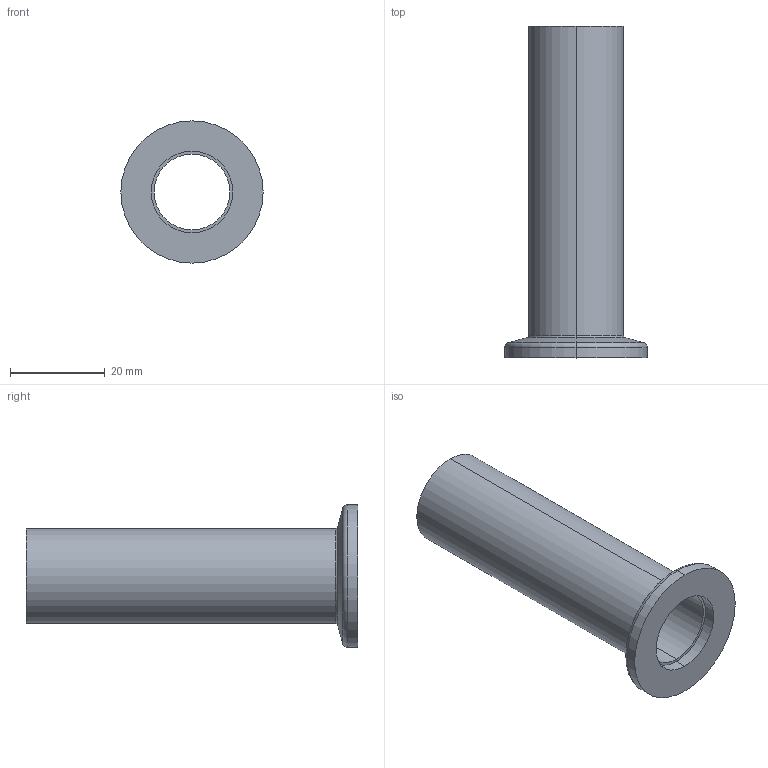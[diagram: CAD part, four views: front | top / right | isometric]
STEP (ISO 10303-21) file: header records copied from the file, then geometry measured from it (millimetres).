
FILE_DESCRIPTION (( 'STEP AP203' ), '1' );
FILE_NAME ('150602AD3.STEP', '2019-01-30T03:48:44', ( '' ), ( '' ), 'SwSTEP 2.0', 'SolidWorks 2018', '' );
FILE_SCHEMA (( 'CONFIG_CONTROL_DESIGN' ));
Length unit declared in the file: millimetre
Products named in the file (1): 150602AD3
Bounding box: 30 x 70 x 30 mm (x, y, z)
Volume: 9253.5 mm3; surface area: 8933.1 mm2
Topology: 1 solids, 1 shells, 17 faces, 34 edges, 20 vertices
Faces by surface type: cylinder 8, torus 4, plane 3, cone 2
Entity records: 529 total; most frequent: DIRECTION 94, CARTESIAN_POINT 72, ORIENTED_EDGE 68, AXIS2_PLACEMENT_3D 42, EDGE_CURVE 34, CIRCLE 24, EDGE_LOOP 20, VERTEX_POINT 20
